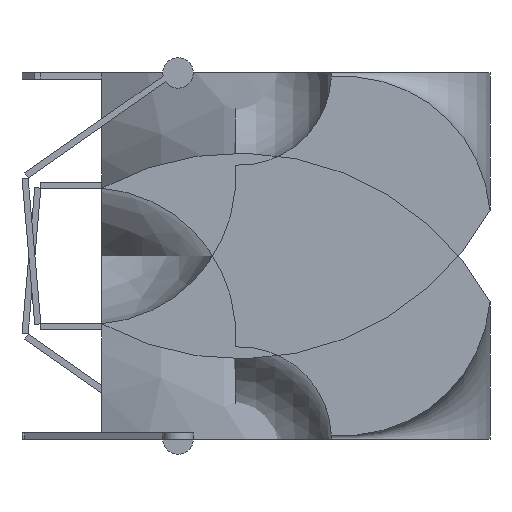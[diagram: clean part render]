
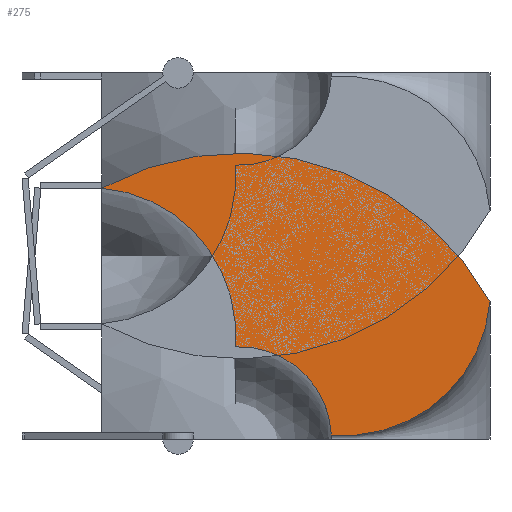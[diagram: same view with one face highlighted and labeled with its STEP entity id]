
A CAD part, left-side view. The second image highlights one B-rep face of the part: STEP entity #275.
In plain terms, the highlighted planar face has unit normal (-1, 0, 0).
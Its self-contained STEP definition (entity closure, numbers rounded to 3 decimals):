
#73=CARTESIAN_POINT('',(0.,-251.156,6.659));
#74=VERTEX_POINT('',#73);
#75=CARTESIAN_POINT('',(0.,-93.341,151.156));
#76=VERTEX_POINT('',#75);
#77=CARTESIAN_POINT('',(0.0,-100.,0.0));
#78=DIRECTION('',(-1.0,0.,0.));
#79=DIRECTION('',(0.,0.999,-0.044));
#80=AXIS2_PLACEMENT_3D('',#77,#78,#79);
#81=CIRCLE('',#80,151.302);
#82=EDGE_CURVE('',#74,#76,#81,.T.);
#165=CARTESIAN_POINT('',(0.,124.828,411.16));
#166=VERTEX_POINT('',#165);
#167=CARTESIAN_POINT('',(0.,145.746,172.073));
#168=DIRECTION('',(-1.0,0.,0.));
#169=DIRECTION('',(0.,0.996,0.087));
#170=AXIS2_PLACEMENT_3D('',#167,#168,#169);
#171=CIRCLE('',#170,240.);
#172=EDGE_CURVE('',#76,#166,#171,.T.);
#199=CARTESIAN_POINT('',(0.,-511.16,224.828));
#200=VERTEX_POINT('',#199);
#201=CARTESIAN_POINT('',(0.0,-100.,0.0));
#202=DIRECTION('',(1.0,0.,0.));
#203=DIRECTION('',(0.,-0.877,0.48));
#204=AXIS2_PLACEMENT_3D('',#201,#202,#203);
#205=CIRCLE('',#204,468.615);
#206=EDGE_CURVE('',#166,#200,#205,.T.);
#233=CARTESIAN_POINT('',(0.,-272.073,245.746));
#234=DIRECTION('',(1.0,0.,0.));
#235=DIRECTION('',(0.,0.087,-0.996));
#236=AXIS2_PLACEMENT_3D('',#233,#234,#235);
#237=CIRCLE('',#236,240.0);
#238=EDGE_CURVE('',#200,#74,#237,.T.);
#264=CARTESIAN_POINT('',(0.,-210.769,267.815));
#265=DIRECTION('',(-1.0,0.0,0.0));
#266=DIRECTION('',(0.0,0.0,1.0));
#267=AXIS2_PLACEMENT_3D('',#264,#265,#266);
#268=PLANE('',#267);
#269=ORIENTED_EDGE('',*,*,#82,.F.);
#270=ORIENTED_EDGE('',*,*,#238,.F.);
#271=ORIENTED_EDGE('',*,*,#206,.F.);
#272=ORIENTED_EDGE('',*,*,#172,.F.);
#273=EDGE_LOOP('',(#269,#270,#271,#272));
#274=FACE_OUTER_BOUND('',#273,.T.);
#275=ADVANCED_FACE('',(#274),#268,.T.);
